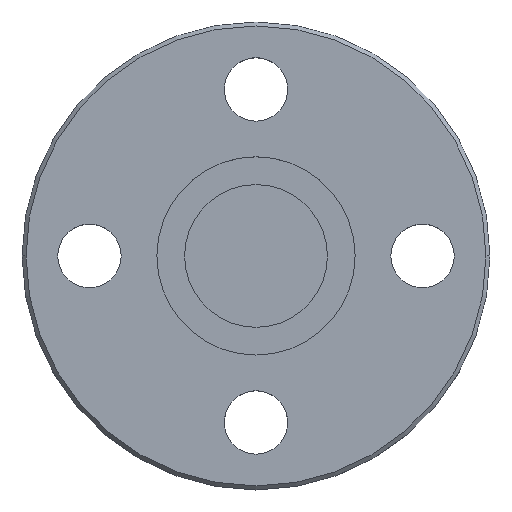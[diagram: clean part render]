
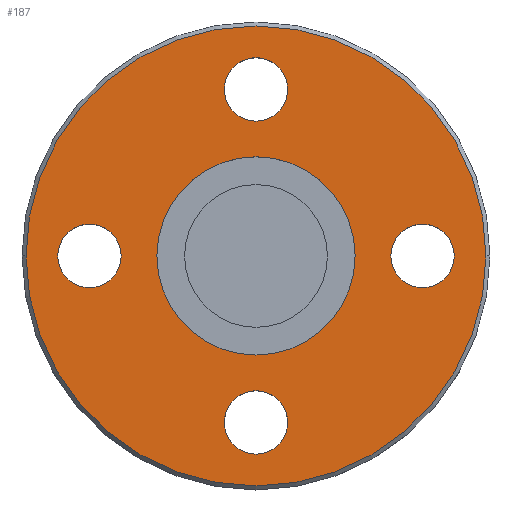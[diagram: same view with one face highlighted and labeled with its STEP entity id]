
A CAD part, top view. The second image highlights one B-rep face of the part: STEP entity #187.
In plain terms, the highlighted planar face has unit normal (0, 0, 1).
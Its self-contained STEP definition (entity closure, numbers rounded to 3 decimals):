
#2 = CIRCLE ( 'NONE', #547, 4. ) ;
#6 = VERTEX_POINT ( 'NONE', #536 ) ;
#11 = EDGE_CURVE ( 'NONE', #574, #512, #648, .T. ) ;
#37 = CARTESIAN_POINT ( 'NONE',  ( 0., 0., 10. ) ) ;
#38 = ORIENTED_EDGE ( 'NONE', *, *, #731, .F. ) ;
#39 = DIRECTION ( 'NONE',  ( -1., 0., 0. ) ) ;
#45 = VERTEX_POINT ( 'NONE', #594 ) ;
#51 = CARTESIAN_POINT ( 'NONE',  ( 0., 0., 10. ) ) ;
#54 = CIRCLE ( 'NONE', #717, 4. ) ;
#57 = AXIS2_PLACEMENT_3D ( 'NONE', #576, #337, #224 ) ;
#59 = CARTESIAN_POINT ( 'NONE',  ( -12.5, 0., 10. ) ) ;
#72 = AXIS2_PLACEMENT_3D ( 'NONE', #210, #389, #39 ) ;
#78 = DIRECTION ( 'NONE',  ( 0., 1., 0. ) ) ;
#80 = ORIENTED_EDGE ( 'NONE', *, *, #637, .F. ) ;
#97 = DIRECTION ( 'NONE',  ( -1., 0., 0. ) ) ;
#113 = CARTESIAN_POINT ( 'NONE',  ( -21., 0., 10. ) ) ;
#117 = CARTESIAN_POINT ( 'NONE',  ( -4., -21., 10. ) ) ;
#124 = VERTEX_POINT ( 'NONE', #268 ) ;
#126 = DIRECTION ( 'NONE',  ( 0., 0., 1. ) ) ;
#129 = EDGE_LOOP ( 'NONE', ( #144, #596 ) ) ;
#131 = VERTEX_POINT ( 'NONE', #676 ) ;
#132 = CIRCLE ( 'NONE', #285, 4. ) ;
#144 = ORIENTED_EDGE ( 'NONE', *, *, #618, .F. ) ;
#154 = DIRECTION ( 'NONE',  ( 1., 0., 0. ) ) ;
#156 = CARTESIAN_POINT ( 'NONE',  ( 0., 21., 10. ) ) ;
#158 = DIRECTION ( 'NONE',  ( 0., 0., 1. ) ) ;
#159 = DIRECTION ( 'NONE',  ( 1., 0., 0. ) ) ;
#161 = DIRECTION ( 'NONE',  ( 0., 0., 1. ) ) ;
#163 = CARTESIAN_POINT ( 'NONE',  ( 0., 21., 10. ) ) ;
#180 = CARTESIAN_POINT ( 'NONE',  ( -21., 0., 10. ) ) ;
#182 = EDGE_LOOP ( 'NONE', ( #483, #416 ) ) ;
#183 = EDGE_CURVE ( 'NONE', #45, #253, #588, .T. ) ;
#184 = CARTESIAN_POINT ( 'NONE',  ( 21., -4., 10. ) ) ;
#187 = ADVANCED_FACE ( 'NONE', ( #432, #609, #713, #391, #317, #620 ), #502, .F. ) ;
#202 = CIRCLE ( 'NONE', #431, 4. ) ;
#203 = CIRCLE ( 'NONE', #57, 4. ) ;
#204 = EDGE_LOOP ( 'NONE', ( #412, #539 ) ) ;
#205 = CARTESIAN_POINT ( 'NONE',  ( 12.5, 0., 10. ) ) ;
#207 = EDGE_CURVE ( 'NONE', #124, #659, #132, .T. ) ;
#208 = VERTEX_POINT ( 'NONE', #505 ) ;
#210 = CARTESIAN_POINT ( 'NONE',  ( 0., 29., 10. ) ) ;
#224 = DIRECTION ( 'NONE',  ( 0., -1., 0. ) ) ;
#227 = ORIENTED_EDGE ( 'NONE', *, *, #671, .F. ) ;
#250 = DIRECTION ( 'NONE',  ( 1., 0., 0. ) ) ;
#253 = VERTEX_POINT ( 'NONE', #521 ) ;
#254 = DIRECTION ( 'NONE',  ( 0., 0., 1. ) ) ;
#258 = CIRCLE ( 'NONE', #660, 12.5 ) ;
#268 = CARTESIAN_POINT ( 'NONE',  ( 4., -21., 10. ) ) ;
#285 = AXIS2_PLACEMENT_3D ( 'NONE', #498, #715, #97 ) ;
#289 = EDGE_CURVE ( 'NONE', #253, #45, #553, .T. ) ;
#301 = AXIS2_PLACEMENT_3D ( 'NONE', #113, #161, #621 ) ;
#302 = EDGE_CURVE ( 'NONE', #682, #551, #258, .T. ) ;
#317 = FACE_BOUND ( 'NONE', #129, .T. ) ;
#337 = DIRECTION ( 'NONE',  ( 0., 0., 1. ) ) ;
#346 = AXIS2_PLACEMENT_3D ( 'NONE', #37, #254, #543 ) ;
#357 = AXIS2_PLACEMENT_3D ( 'NONE', #51, #158, #447 ) ;
#359 = CARTESIAN_POINT ( 'NONE',  ( 0., 0., 10. ) ) ;
#365 = AXIS2_PLACEMENT_3D ( 'NONE', #359, #652, #250 ) ;
#367 = CIRCLE ( 'NONE', #301, 4. ) ;
#368 = DIRECTION ( 'NONE',  ( 0., -1., 0. ) ) ;
#389 = DIRECTION ( 'NONE',  ( 0., 0., -1. ) ) ;
#391 = FACE_BOUND ( 'NONE', #204, .T. ) ;
#396 = DIRECTION ( 'NONE',  ( -1., 0., 0. ) ) ;
#398 = ORIENTED_EDGE ( 'NONE', *, *, #207, .F. ) ;
#412 = ORIENTED_EDGE ( 'NONE', *, *, #289, .F. ) ;
#416 = ORIENTED_EDGE ( 'NONE', *, *, #419, .T. ) ;
#419 = EDGE_CURVE ( 'NONE', #512, #574, #729, .T. ) ;
#423 = CARTESIAN_POINT ( 'NONE',  ( 29., 0., 10. ) ) ;
#431 = AXIS2_PLACEMENT_3D ( 'NONE', #180, #593, #78 ) ;
#432 = FACE_BOUND ( 'NONE', #587, .T. ) ;
#438 = VERTEX_POINT ( 'NONE', #184 ) ;
#447 = DIRECTION ( 'NONE',  ( 1., 0., 0. ) ) ;
#483 = ORIENTED_EDGE ( 'NONE', *, *, #11, .T. ) ;
#491 = ORIENTED_EDGE ( 'NONE', *, *, #516, .F. ) ;
#498 = CARTESIAN_POINT ( 'NONE',  ( 0., -21., 10. ) ) ;
#499 = ORIENTED_EDGE ( 'NONE', *, *, #540, .F. ) ;
#500 = CARTESIAN_POINT ( 'NONE',  ( -29., 0., 10. ) ) ;
#502 = PLANE ( 'NONE',  #72 ) ;
#505 = CARTESIAN_POINT ( 'NONE',  ( -21., 4., 10. ) ) ;
#508 = DIRECTION ( 'NONE',  ( 0., 0., 1. ) ) ;
#512 = VERTEX_POINT ( 'NONE', #423 ) ;
#516 = EDGE_CURVE ( 'NONE', #438, #6, #54, .T. ) ;
#521 = CARTESIAN_POINT ( 'NONE',  ( 4., 21., 10. ) ) ;
#536 = CARTESIAN_POINT ( 'NONE',  ( 21., 4., 10. ) ) ;
#539 = ORIENTED_EDGE ( 'NONE', *, *, #183, .F. ) ;
#540 = EDGE_CURVE ( 'NONE', #131, #208, #202, .T. ) ;
#543 = DIRECTION ( 'NONE',  ( 1., 0., 0. ) ) ;
#547 = AXIS2_PLACEMENT_3D ( 'NONE', #730, #680, #396 ) ;
#551 = VERTEX_POINT ( 'NONE', #205 ) ;
#553 = CIRCLE ( 'NONE', #567, 4. ) ;
#563 = DIRECTION ( 'NONE',  ( 0., 0., 1. ) ) ;
#567 = AXIS2_PLACEMENT_3D ( 'NONE', #163, #508, #586 ) ;
#574 = VERTEX_POINT ( 'NONE', #500 ) ;
#576 = CARTESIAN_POINT ( 'NONE',  ( 21., 0., 10. ) ) ;
#578 = EDGE_LOOP ( 'NONE', ( #38, #398 ) ) ;
#586 = DIRECTION ( 'NONE',  ( 1., 0., 0. ) ) ;
#587 = EDGE_LOOP ( 'NONE', ( #80, #499 ) ) ;
#588 = CIRCLE ( 'NONE', #679, 4. ) ;
#589 = CARTESIAN_POINT ( 'NONE',  ( 21., 0., 10. ) ) ;
#593 = DIRECTION ( 'NONE',  ( 0., 0., 1. ) ) ;
#594 = CARTESIAN_POINT ( 'NONE',  ( -4., 21., 10. ) ) ;
#596 = ORIENTED_EDGE ( 'NONE', *, *, #302, .F. ) ;
#609 = FACE_BOUND ( 'NONE', #578, .T. ) ;
#618 = EDGE_CURVE ( 'NONE', #551, #682, #687, .T. ) ;
#620 = FACE_OUTER_BOUND ( 'NONE', #182, .T. ) ;
#621 = DIRECTION ( 'NONE',  ( 0., 1., 0. ) ) ;
#627 = CARTESIAN_POINT ( 'NONE',  ( 0., 0., 10. ) ) ;
#637 = EDGE_CURVE ( 'NONE', #208, #131, #367, .T. ) ;
#648 = CIRCLE ( 'NONE', #346, 29. ) ;
#652 = DIRECTION ( 'NONE',  ( 0., 0., 1. ) ) ;
#659 = VERTEX_POINT ( 'NONE', #117 ) ;
#660 = AXIS2_PLACEMENT_3D ( 'NONE', #627, #126, #159 ) ;
#663 = EDGE_LOOP ( 'NONE', ( #491, #227 ) ) ;
#671 = EDGE_CURVE ( 'NONE', #6, #438, #203, .T. ) ;
#676 = CARTESIAN_POINT ( 'NONE',  ( -21., -4., 10. ) ) ;
#679 = AXIS2_PLACEMENT_3D ( 'NONE', #156, #563, #154 ) ;
#680 = DIRECTION ( 'NONE',  ( 0., 0., 1. ) ) ;
#682 = VERTEX_POINT ( 'NONE', #59 ) ;
#687 = CIRCLE ( 'NONE', #357, 12.5 ) ;
#698 = DIRECTION ( 'NONE',  ( 0., 0., 1. ) ) ;
#713 = FACE_BOUND ( 'NONE', #663, .T. ) ;
#715 = DIRECTION ( 'NONE',  ( 0., 0., 1. ) ) ;
#717 = AXIS2_PLACEMENT_3D ( 'NONE', #589, #698, #368 ) ;
#729 = CIRCLE ( 'NONE', #365, 29. ) ;
#730 = CARTESIAN_POINT ( 'NONE',  ( 0., -21., 10. ) ) ;
#731 = EDGE_CURVE ( 'NONE', #659, #124, #2, .T. ) ;
